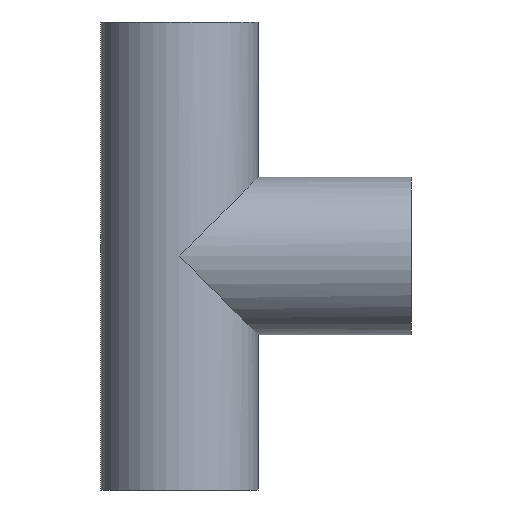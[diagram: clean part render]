
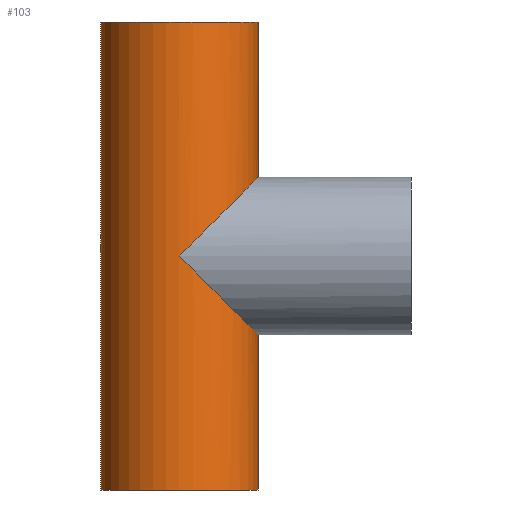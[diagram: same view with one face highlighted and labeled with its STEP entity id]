
A CAD part, front view. The second image highlights one B-rep face of the part: STEP entity #103.
In plain terms, the highlighted cylindrical face has radius 55 mm (diameter 110 mm), a partial arc.
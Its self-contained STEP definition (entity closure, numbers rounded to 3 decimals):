
#9 = EDGE_CURVE ( 'NONE', #439, #276, #13, .T. ) ;
#13 = LINE ( 'NONE', #316, #214 ) ;
#16 = DIRECTION ( 'NONE',  ( -1., 0., 0. ) ) ;
#25 = FACE_OUTER_BOUND ( 'NONE', #377, .T. ) ;
#27 = CIRCLE ( 'NONE', #47, 55. ) ;
#30 = CARTESIAN_POINT ( 'NONE',  ( 55., 0., -163.5 ) ) ;
#47 = AXIS2_PLACEMENT_3D ( 'NONE', #369, #338, #335 ) ;
#58 = DIRECTION ( 'NONE',  ( 1., 0., 0. ) ) ;
#63 = CARTESIAN_POINT ( 'NONE',  ( -55., 0., 163.5 ) ) ;
#74 = CARTESIAN_POINT ( 'NONE',  ( 55., 0., 163.5 ) ) ;
#96 = CARTESIAN_POINT ( 'NONE',  ( 32.218, -55., -32.218 ) ) ;
#97 = ORIENTED_EDGE ( 'NONE', *, *, #119, .F. ) ;
#103 = ADVANCED_FACE ( 'NONE', ( #25 ), #299, .T. ) ;
#119 = EDGE_CURVE ( 'NONE', #239, #439, #151, .T. ) ;
#122 = DIRECTION ( 'NONE',  ( 0., 0., -1. ) ) ;
#123 = CARTESIAN_POINT ( 'NONE',  ( 55., 0., 163.5 ) ) ;
#131 = LINE ( 'NONE', #123, #171 ) ;
#136 = CARTESIAN_POINT ( 'NONE',  ( 55., 0., 55. ) ) ;
#137 = AXIS2_PLACEMENT_3D ( 'NONE', #157, #405, #58 ) ;
#138 = CARTESIAN_POINT ( 'NONE',  ( -55., 0., -163.5 ) ) ;
#141 = EDGE_CURVE ( 'NONE', #276, #260, #339, .T. ) ;
#151 = CIRCLE ( 'NONE', #137, 55. ) ;
#153 = EDGE_CURVE ( 'NONE', #282, #300, #131, .T. ) ;
#157 = CARTESIAN_POINT ( 'NONE',  ( 0., 0., 163.5 ) ) ;
#171 = VECTOR ( 'NONE', #122, 1000. ) ;
#186 = DIRECTION ( 'NONE',  ( 0., 0., -1. ) ) ;
#190 = CARTESIAN_POINT ( 'NONE',  ( 55., 0., 55. ) ) ;
#195 = CARTESIAN_POINT ( 'NONE',  ( 55., -32.218, 55. ) ) ;
#199 = ORIENTED_EDGE ( 'NONE', *, *, #348, .F. ) ;
#205 = DIRECTION ( 'NONE',  ( 0., 0., -1. ) ) ;
#207 = CARTESIAN_POINT ( 'NONE',  ( 0., -55., 0. ) ) ;
#213 = EDGE_CURVE ( 'NONE', #297, #300, #27, .T. ) ;
#214 = VECTOR ( 'NONE', #289, 1000. ) ;
#224 = CARTESIAN_POINT ( 'NONE',  ( 0., 0., 163.5 ) ) ;
#230 = ORIENTED_EDGE ( 'NONE', *, *, #141, .F. ) ;
#232 = CARTESIAN_POINT ( 'NONE',  ( 0., -55., 0. ) ) ;
#237 = CARTESIAN_POINT ( 'NONE',  ( 0., -55., 0. ) ) ;
#239 = VERTEX_POINT ( 'NONE', #409 ) ;
#254 = ORIENTED_EDGE ( 'NONE', *, *, #9, .F. ) ;
#260 = VERTEX_POINT ( 'NONE', #207 ) ;
#276 = VERTEX_POINT ( 'NONE', #136 ) ;
#282 = VERTEX_POINT ( 'NONE', #311 ) ;
#289 = DIRECTION ( 'NONE',  ( 0., 0., -1. ) ) ;
#297 = VERTEX_POINT ( 'NONE', #138 ) ;
#299 = CYLINDRICAL_SURFACE ( 'NONE', #325, 55. ) ;
#300 = VERTEX_POINT ( 'NONE', #30 ) ;
#309 = EDGE_CURVE ( 'NONE', #239, #297, #417, .T. ) ;
#311 = CARTESIAN_POINT ( 'NONE',  ( 55., 0., -55. ) ) ;
#316 = CARTESIAN_POINT ( 'NONE',  ( 55., 0., 163.5 ) ) ;
#325 = AXIS2_PLACEMENT_3D ( 'NONE', #224, #186, #16 ) ;
#329 = CARTESIAN_POINT ( 'NONE',  ( 32.218, -55., 32.218 ) ) ;
#335 = DIRECTION ( 'NONE',  ( 1., 0., 0. ) ) ;
#338 = DIRECTION ( 'NONE',  ( 0., 0., 1. ) ) ;
#339 =( BOUNDED_CURVE ( )  B_SPLINE_CURVE ( 3, ( #190, #195, #329, #232 ),
 .UNSPECIFIED., .F., .T. ) 
 B_SPLINE_CURVE_WITH_KNOTS ( ( 4, 4 ),
 ( 3.142, 4.712 ),
 .UNSPECIFIED. ) 
 CURVE ( )  GEOMETRIC_REPRESENTATION_ITEM ( )  RATIONAL_B_SPLINE_CURVE ( ( 1., 0.805, 0.805, 1. ) ) 
 REPRESENTATION_ITEM ( '' )  );
#348 = EDGE_CURVE ( 'NONE', #260, #282, #397, .T. ) ;
#369 = CARTESIAN_POINT ( 'NONE',  ( 0., 0., -163.5 ) ) ;
#376 = CARTESIAN_POINT ( 'NONE',  ( 55., 0., -55. ) ) ;
#377 = EDGE_LOOP ( 'NONE', ( #254, #97, #440, #446, #413, #199, #230 ) ) ;
#397 =( BOUNDED_CURVE ( )  B_SPLINE_CURVE ( 3, ( #237, #96, #450, #376 ),
 .UNSPECIFIED., .F., .T. ) 
 B_SPLINE_CURVE_WITH_KNOTS ( ( 4, 4 ),
 ( 4.712, 6.283 ),
 .UNSPECIFIED. ) 
 CURVE ( )  GEOMETRIC_REPRESENTATION_ITEM ( )  RATIONAL_B_SPLINE_CURVE ( ( 1., 0.805, 0.805, 1. ) ) 
 REPRESENTATION_ITEM ( '' )  );
#405 = DIRECTION ( 'NONE',  ( 0., 0., 1. ) ) ;
#409 = CARTESIAN_POINT ( 'NONE',  ( -55., 0., 163.5 ) ) ;
#413 = ORIENTED_EDGE ( 'NONE', *, *, #153, .F. ) ;
#417 = LINE ( 'NONE', #63, #436 ) ;
#436 = VECTOR ( 'NONE', #205, 1000. ) ;
#439 = VERTEX_POINT ( 'NONE', #74 ) ;
#440 = ORIENTED_EDGE ( 'NONE', *, *, #309, .T. ) ;
#446 = ORIENTED_EDGE ( 'NONE', *, *, #213, .T. ) ;
#450 = CARTESIAN_POINT ( 'NONE',  ( 55., -32.218, -55. ) ) ;
